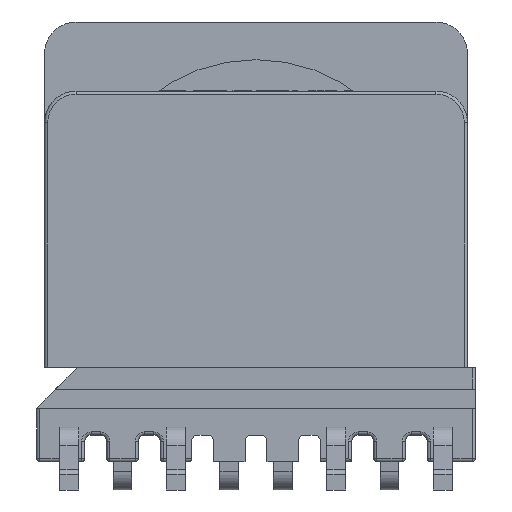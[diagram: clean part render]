
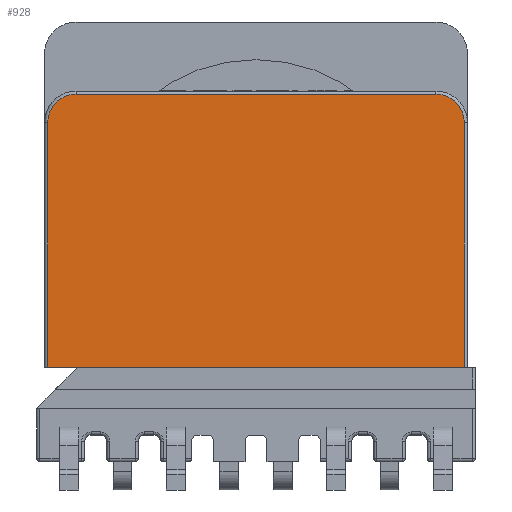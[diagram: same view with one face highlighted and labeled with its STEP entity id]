
A CAD part, front view. The second image highlights one B-rep face of the part: STEP entity #928.
In plain terms, the highlighted face is planar.
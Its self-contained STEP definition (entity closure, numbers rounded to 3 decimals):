
#928 = ADVANCED_FACE( '', ( #2383 ), #2384, .F. );
#2383 = FACE_OUTER_BOUND( '', #4585, .T. );
#2384 = PLANE( '', #4586 );
#4585 = EDGE_LOOP( '', ( #7640, #7641, #7642, #7643, #7644, #7645 ) );
#4586 = AXIS2_PLACEMENT_3D( '', #7646, #7647, #7648 );
#7640 = ORIENTED_EDGE( '', *, *, #12590, .T. );
#7641 = ORIENTED_EDGE( '', *, *, #13042, .T. );
#7642 = ORIENTED_EDGE( '', *, *, #13043, .T. );
#7643 = ORIENTED_EDGE( '', *, *, #13038, .T. );
#7644 = ORIENTED_EDGE( '', *, *, #13044, .T. );
#7645 = ORIENTED_EDGE( '', *, *, #13045, .T. );
#7646 = CARTESIAN_POINT( '', ( 6.73, 6.45, 8.8 ) );
#7647 = DIRECTION( '', ( 0., -1., 0. ) );
#7648 = DIRECTION( '', ( 0., 0., -1. ) );
#12590 = EDGE_CURVE( '', #14874, #14872, #14875, .T. );
#13038 = EDGE_CURVE( '', #15656, #15654, #15657, .F. );
#13042 = EDGE_CURVE( '', #14872, #15661, #15662, .F. );
#13043 = EDGE_CURVE( '', #15661, #15656, #15663, .F. );
#13044 = EDGE_CURVE( '', #15654, #15664, #15665, .F. );
#13045 = EDGE_CURVE( '', #15664, #14874, #15666, .T. );
#14872 = VERTEX_POINT( '', #18103 );
#14874 = VERTEX_POINT( '', #18105 );
#14875 = LINE( '', #18106, #18107 );
#15654 = VERTEX_POINT( '', #19244 );
#15656 = VERTEX_POINT( '', #19246 );
#15657 = LINE( '', #19247, #19248 );
#15661 = VERTEX_POINT( '', #19253 );
#15662 = LINE( '', #19254, #19255 );
#15663 = CIRCLE( '', #19256, 0.9 );
#15664 = VERTEX_POINT( '', #19257 );
#15665 = CIRCLE( '', #19258, 0.9 );
#15666 = LINE( '', #19259, #19260 );
#18103 = CARTESIAN_POINT( '', ( -6.63, 6.45, 0. ) );
#18105 = CARTESIAN_POINT( '', ( 6.63, 6.45, 0. ) );
#18106 = CARTESIAN_POINT( '', ( 6.73, 6.45, 0. ) );
#18107 = VECTOR( '', #22483, 1000. );
#19244 = CARTESIAN_POINT( '', ( 5.73, 6.45, 8.7 ) );
#19246 = CARTESIAN_POINT( '', ( -5.73, 6.45, 8.7 ) );
#19247 = CARTESIAN_POINT( '', ( 5.73, 6.45, 8.7 ) );
#19248 = VECTOR( '', #23062, 1000. );
#19253 = CARTESIAN_POINT( '', ( -6.63, 6.45, 7.8 ) );
#19254 = CARTESIAN_POINT( '', ( -6.63, 6.45, 8.8 ) );
#19255 = VECTOR( '', #23067, 1000. );
#19256 = AXIS2_PLACEMENT_3D( '', #23068, #23069, #23070 );
#19257 = CARTESIAN_POINT( '', ( 6.63, 6.45, 7.8 ) );
#19258 = AXIS2_PLACEMENT_3D( '', #23071, #23072, #23073 );
#19259 = CARTESIAN_POINT( '', ( 6.63, 6.45, 8.8 ) );
#19260 = VECTOR( '', #23074, 1000. );
#22483 = DIRECTION( '', ( -1., 0., 0. ) );
#23062 = DIRECTION( '', ( -1., 0., 0. ) );
#23067 = DIRECTION( '', ( 0., 0., -1. ) );
#23068 = CARTESIAN_POINT( '', ( -5.73, 6.45, 7.8 ) );
#23069 = DIRECTION( '', ( 0., -1., 0. ) );
#23070 = DIRECTION( '', ( 0., 0., -1. ) );
#23071 = CARTESIAN_POINT( '', ( 5.73, 6.45, 7.8 ) );
#23072 = DIRECTION( '', ( 0., -1., 0. ) );
#23073 = DIRECTION( '', ( 0., 0., -1. ) );
#23074 = DIRECTION( '', ( 0., 0., -1. ) );
